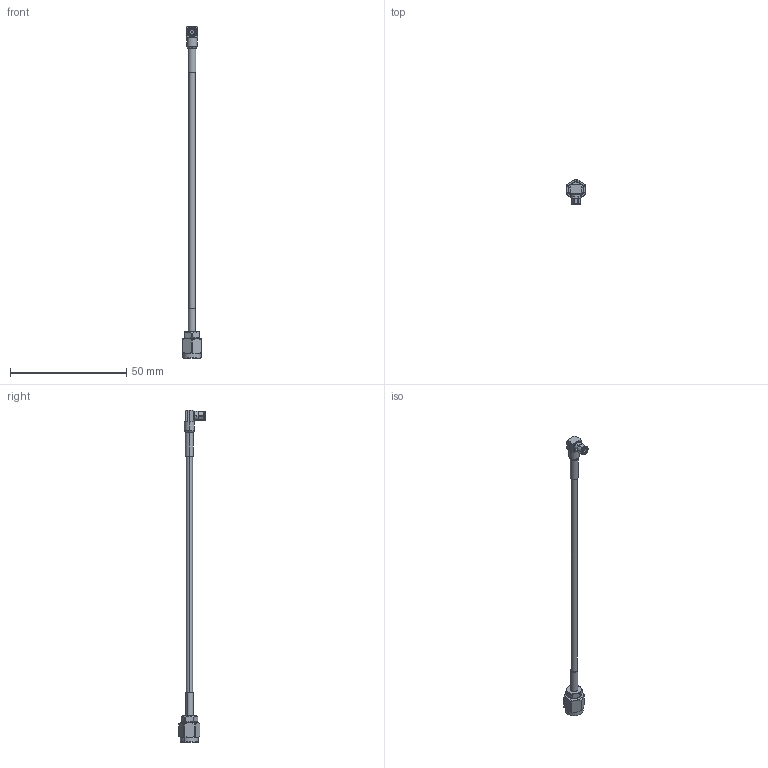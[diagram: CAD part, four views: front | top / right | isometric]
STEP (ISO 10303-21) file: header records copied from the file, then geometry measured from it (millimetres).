
FILE_DESCRIPTION (( 'STEP AP203' ), '1' );
FILE_NAME ('PE3W07964.step', '2020-09-09T16:42:19', ( '' ), ( '' ), 'SwSTEP 2.0', 'SolidWorks 2018', '' );
FILE_SCHEMA (( 'CONFIG_CONTROL_DESIGN' ));
Length unit declared in the file: inch
Products named in the file (4): PE3W07964; PE44690^PE3W07964_Heat Shrink; PE44698^PE3W07964_Heat Shrink sr405-sr086; PE-SR405FLJ^PE3W07964_PE-SR405FLJ
Assembly tree (3 placements, depth 2):
  PE3W07964
    PE-SR405FLJ^PE3W07964_PE-SR405FLJ
    PE44698^PE3W07964_Heat Shrink sr405-sr086
    PE44690^PE3W07964_Heat Shrink
Bounding box: 8 x 11.2 x 142.87 mm (x, y, z)
Volume: 1387.2 mm3; surface area: 2137.7 mm2
Topology: 5 solids, 6 shells, 401 faces, 1053 edges, 679 vertices
Faces by surface type: plane 246, cylinder 83, cone 63, bspline 5, torus 4
Entity records: 13760 total; most frequent: CARTESIAN_POINT 3763, ORIENTED_EDGE 2102, DIRECTION 1881, EDGE_CURVE 1051, VERTEX_POINT 679, AXIS2_PLACEMENT_3D 628, VECTOR 625, LINE 625
